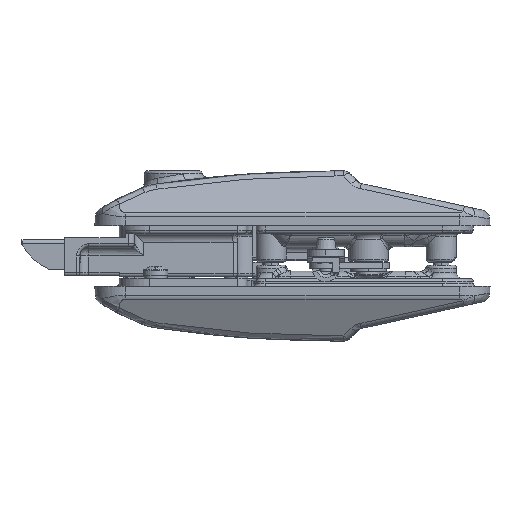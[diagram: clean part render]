
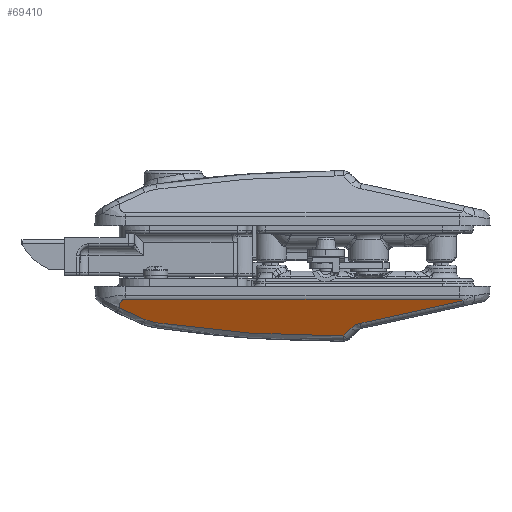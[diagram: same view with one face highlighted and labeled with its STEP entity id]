
A CAD part, front view. The second image highlights one B-rep face of the part: STEP entity #69410.
In plain terms, the highlighted face is planar.
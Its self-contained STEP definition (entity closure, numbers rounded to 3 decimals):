
#77 = CARTESIAN_POINT ( 'NONE',  ( 0.401, 55.802, 11.993 ) ) ;
#90 = EDGE_CURVE ( 'NONE', #83970, #73845, #85831, .T. ) ;
#625 = CARTESIAN_POINT ( 'NONE',  ( -11.804, 58.851, 5.743 ) ) ;
#1069 = ORIENTED_EDGE ( 'NONE', *, *, #30356, .T. ) ;
#1321 = CARTESIAN_POINT ( 'NONE',  ( -10.996, 59.452, 4.509 ) ) ;
#4151 = CARTESIAN_POINT ( 'NONE',  ( 101.068, 59.342, 4.735 ) ) ;
#5204 = CARTESIAN_POINT ( 'NONE',  ( 100.75, 59.497, 4.417 ) ) ;
#6666 = CARTESIAN_POINT ( 'NONE',  ( 20.717, 54.324, 15.023 ) ) ;
#7831 = EDGE_CURVE ( 'NONE', #73845, #29375, #47916, .T. ) ;
#9272 = CARTESIAN_POINT ( 'NONE',  ( -9.927, 59.621, 4.163 ) ) ;
#12134 = CARTESIAN_POINT ( 'NONE',  ( 64.761, 55.159, 13.312 ) ) ;
#13766 = CARTESIAN_POINT ( 'NONE',  ( -6.372, 56.898, 9.746 ) ) ;
#14119 = B_SPLINE_CURVE_WITH_KNOTS ( 'NONE', 3,
 ( #56719, #16527, #17560, #32671, #1321, #25442, #80475, #71503, #71165, #33375, #40276, #24082, #625, #79107, #31983, #79457 ),
 .UNSPECIFIED., .F., .F.,
 ( 4, 2, 2, 1, 1, 1, 2, 2, 1, 4 ),
 ( 0., 0.174, 0.262, 0.349, 0.436, 0.48, 0.491, 0.502, 0.523, 0.698 ),
 .UNSPECIFIED. ) ;
#16527 = CARTESIAN_POINT ( 'NONE',  ( -10.218, 59.621, 4.164 ) ) ;
#16751 = B_SPLINE_CURVE_WITH_KNOTS ( 'NONE', 3,
 ( #23745, #95943, #62933, #9272 ),
 .UNSPECIFIED., .F., .F.,
 ( 4, 4 ),
 ( 0., 1. ),
 .UNSPECIFIED. ) ;
#16848 = CARTESIAN_POINT ( 'NONE',  ( -3.548, 56.332, 10.906 ) ) ;
#17560 = CARTESIAN_POINT ( 'NONE',  ( -10.491, 59.589, 4.23 ) ) ;
#19354 = DIRECTION ( 'NONE',  ( 0., -0.899, -0.438 ) ) ;
#23745 = CARTESIAN_POINT ( 'NONE',  ( 99.927, 59.621, 4.163 ) ) ;
#24082 = CARTESIAN_POINT ( 'NONE',  ( -11.785, 58.884, 5.675 ) ) ;
#25008 = CARTESIAN_POINT ( 'NONE',  ( 67.21, 55.703, 12.197 ) ) ;
#25442 = CARTESIAN_POINT ( 'NONE',  ( -11.233, 59.355, 4.709 ) ) ;
#27521 = CARTESIAN_POINT ( 'NONE',  ( 67.21, 55.703, 12.197 ) ) ;
#28197 = CARTESIAN_POINT ( 'NONE',  ( 64.259, 54.914, 13.814 ) ) ;
#29375 = VERTEX_POINT ( 'NONE', #85232 ) ;
#29569 = ORIENTED_EDGE ( 'NONE', *, *, #99995, .T. ) ;
#30356 = EDGE_CURVE ( 'NONE', #44144, #38416, #16751, .T. ) ;
#30487 = VECTOR ( 'NONE', #52712, 1000. ) ;
#31983 = CARTESIAN_POINT ( 'NONE',  ( -11.911, 58.431, 6.604 ) ) ;
#32633 = CARTESIAN_POINT ( 'NONE',  ( -0.956, 55.901, 11.791 ) ) ;
#32671 = CARTESIAN_POINT ( 'NONE',  ( -10.873, 59.492, 4.427 ) ) ;
#32930 = CARTESIAN_POINT ( 'NONE',  ( -11.841, 58.221, 7.034 ) ) ;
#33370 = CARTESIAN_POINT ( 'NONE',  ( 64.259, 54.914, 13.814 ) ) ;
#33375 = CARTESIAN_POINT ( 'NONE',  ( -11.768, 58.913, 5.615 ) ) ;
#33474 = VECTOR ( 'NONE', #78310, 1000. ) ;
#33679 = CARTESIAN_POINT ( 'NONE',  ( 0.401, 55.802, 11.993 ) ) ;
#34602 = LINE ( 'NONE', #12134, #30487 ) ;
#35350 = VERTEX_POINT ( 'NONE', #85560 ) ;
#35501 = EDGE_CURVE ( 'NONE', #65248, #35350, #42093, .T. ) ;
#36116 = CARTESIAN_POINT ( 'NONE',  ( 66.085, 55.582, 12.445 ) ) ;
#36520 = CARTESIAN_POINT ( 'NONE',  ( 100.922, 59.429, 4.557 ) ) ;
#38416 = VERTEX_POINT ( 'NONE', #59104 ) ;
#38913 = ORIENTED_EDGE ( 'NONE', *, *, #60301, .T. ) ;
#40276 = CARTESIAN_POINT ( 'NONE',  ( -11.78, 58.893, 5.656 ) ) ;
#41907 = VERTEX_POINT ( 'NONE', #54213 ) ;
#42093 = LINE ( 'NONE', #47098, #33474 ) ;
#42474 = PLANE ( 'NONE',  #91913 ) ;
#43792 = CARTESIAN_POINT ( 'NONE',  ( 117.5, 59.621, 4.163 ) ) ;
#44144 = VERTEX_POINT ( 'NONE', #67417 ) ;
#45445 = CARTESIAN_POINT ( 'NONE',  ( -3.548, 56.332, 10.906 ) ) ;
#47098 = CARTESIAN_POINT ( 'NONE',  ( 101.018, 59.336, 4.746 ) ) ;
#47916 =( BOUNDED_CURVE ( )  B_SPLINE_CURVE ( 3, ( #16848, #95582, #32633, #33679 ),
 .UNSPECIFIED., .F., .F. ) 
 B_SPLINE_CURVE_WITH_KNOTS ( ( 4, 4 ),
 ( 2.752, 2.994 ),
 .UNSPECIFIED. ) 
 CURVE ( )  GEOMETRIC_REPRESENTATION_ITEM ( )  RATIONAL_B_SPLINE_CURVE ( ( 1., 0.995, 0.995, 1. ) ) 
 REPRESENTATION_ITEM ( '' )  );
#48928 = ORIENTED_EDGE ( 'NONE', *, *, #101198, .T. ) ;
#51617 = ORIENTED_EDGE ( 'NONE', *, *, #77526, .T. ) ;
#52712 = DIRECTION ( 'NONE',  ( 0.668, 0.326, -0.668 ) ) ;
#54213 = CARTESIAN_POINT ( 'NONE',  ( 61.747, 53.689, 16.326 ) ) ;
#54787 = VERTEX_POINT ( 'NONE', #33370 ) ;
#55180 = EDGE_LOOP ( 'NONE', ( #55873, #92682, #38913, #48928, #29569, #101825, #71209, #1069, #51617 ) ) ;
#55613 = EDGE_CURVE ( 'NONE', #35350, #44144, #81322, .T. ) ;
#55873 = ORIENTED_EDGE ( 'NONE', *, *, #90, .T. ) ;
#56719 = CARTESIAN_POINT ( 'NONE',  ( -9.927, 59.621, 4.163 ) ) ;
#59104 = CARTESIAN_POINT ( 'NONE',  ( -9.927, 59.621, 4.163 ) ) ;
#59219 = CARTESIAN_POINT ( 'NONE',  ( 100.142, 59.621, 4.164 ) ) ;
#60301 = EDGE_CURVE ( 'NONE', #29375, #41907, #97592, .T. ) ;
#61018 = FACE_OUTER_BOUND ( 'NONE', #55180, .T. ) ;
#61886 = CARTESIAN_POINT ( 'NONE',  ( -9.138, 57.528, 8.455 ) ) ;
#62064 = CARTESIAN_POINT ( 'NONE',  ( 61.747, 53.689, 16.326 ) ) ;
#62724 = CARTESIAN_POINT ( 'NONE',  ( 41.207, 53.618, 16.47 ) ) ;
#62933 = CARTESIAN_POINT ( 'NONE',  ( 26.691, 59.621, 4.163 ) ) ;
#65248 = VERTEX_POINT ( 'NONE', #25008 ) ;
#66128 = DIRECTION ( 'NONE',  ( 0., -0.438, 0.899 ) ) ;
#67110 = CARTESIAN_POINT ( 'NONE',  ( 99.927, 59.621, 4.163 ) ) ;
#67417 = CARTESIAN_POINT ( 'NONE',  ( 99.927, 59.621, 4.163 ) ) ;
#69410 = ADVANCED_FACE ( 'NONE', ( #61018 ), #42474, .F. ) ;
#71165 = CARTESIAN_POINT ( 'NONE',  ( -11.736, 58.961, 5.516 ) ) ;
#71209 = ORIENTED_EDGE ( 'NONE', *, *, #55613, .T. ) ;
#71503 = CARTESIAN_POINT ( 'NONE',  ( -11.641, 59.082, 5.269 ) ) ;
#73845 = VERTEX_POINT ( 'NONE', #88357 ) ;
#75389 = CARTESIAN_POINT ( 'NONE',  ( 100.349, 59.596, 4.214 ) ) ;
#77526 = EDGE_CURVE ( 'NONE', #38416, #83970, #14119, .T. ) ;
#78310 = DIRECTION ( 'NONE',  ( 0.971, 0.104, -0.214 ) ) ;
#79107 = CARTESIAN_POINT ( 'NONE',  ( -11.906, 58.65, 6.154 ) ) ;
#79444 =( BOUNDED_CURVE ( )  B_SPLINE_CURVE ( 3, ( #28197, #98329, #36116, #27521 ),
 .UNSPECIFIED., .F., .F. ) 
 B_SPLINE_CURVE_WITH_KNOTS ( ( 4, 4 ),
 ( 2.356, 2.925 ),
 .UNSPECIFIED. ) 
 CURVE ( )  GEOMETRIC_REPRESENTATION_ITEM ( )  RATIONAL_B_SPLINE_CURVE ( ( 1., 0.973, 0.973, 1. ) ) 
 REPRESENTATION_ITEM ( '' )  );
#79457 = CARTESIAN_POINT ( 'NONE',  ( -11.841, 58.221, 7.034 ) ) ;
#80475 = CARTESIAN_POINT ( 'NONE',  ( -11.444, 59.246, 4.932 ) ) ;
#81322 = B_SPLINE_CURVE_WITH_KNOTS ( 'NONE', 3,
 ( #4151, #36520, #5204, #75389, #59219, #67110 ),
 .UNSPECIFIED., .F., .F.,
 ( 4, 2, 4 ),
 ( 0.52, 0.76, 1. ),
 .UNSPECIFIED. ) ;
#83970 = VERTEX_POINT ( 'NONE', #32930 ) ;
#85232 = CARTESIAN_POINT ( 'NONE',  ( 0.401, 55.802, 11.993 ) ) ;
#85283 = CARTESIAN_POINT ( 'NONE',  ( -11.841, 58.221, 7.034 ) ) ;
#85560 = CARTESIAN_POINT ( 'NONE',  ( 101.068, 59.342, 4.735 ) ) ;
#85831 =( BOUNDED_CURVE ( )  B_SPLINE_CURVE ( 3, ( #85283, #61886, #13766, #45445 ),
 .UNSPECIFIED., .F., .F. ) 
 B_SPLINE_CURVE_WITH_KNOTS ( ( 4, 4 ),
 ( 2.658, 2.752 ),
 .UNSPECIFIED. ) 
 CURVE ( )  GEOMETRIC_REPRESENTATION_ITEM ( )  RATIONAL_B_SPLINE_CURVE ( ( 1., 0.999, 0.999, 1. ) ) 
 REPRESENTATION_ITEM ( '' )  );
#88357 = CARTESIAN_POINT ( 'NONE',  ( -3.548, 56.332, 10.906 ) ) ;
#91913 = AXIS2_PLACEMENT_3D ( 'NONE', #43792, #19354, #66128 ) ;
#92682 = ORIENTED_EDGE ( 'NONE', *, *, #7831, .T. ) ;
#95582 = CARTESIAN_POINT ( 'NONE',  ( -2.279, 56.078, 11.427 ) ) ;
#95943 = CARTESIAN_POINT ( 'NONE',  ( 63.309, 59.621, 4.163 ) ) ;
#97592 =( BOUNDED_CURVE ( )  B_SPLINE_CURVE ( 3, ( #77, #6666, #62724, #62064 ),
 .UNSPECIFIED., .F., .F. ) 
 B_SPLINE_CURVE_WITH_KNOTS ( ( 4, 4 ),
 ( 2.994, 3.149 ),
 .UNSPECIFIED. ) 
 CURVE ( )  GEOMETRIC_REPRESENTATION_ITEM ( )  RATIONAL_B_SPLINE_CURVE ( ( 1., 0.998, 0.998, 1. ) ) 
 REPRESENTATION_ITEM ( '' )  );
#98329 = CARTESIAN_POINT ( 'NONE',  ( 65.074, 55.312, 12.999 ) ) ;
#99995 = EDGE_CURVE ( 'NONE', #54787, #65248, #79444, .T. ) ;
#101198 = EDGE_CURVE ( 'NONE', #41907, #54787, #34602, .T. ) ;
#101825 = ORIENTED_EDGE ( 'NONE', *, *, #35501, .T. ) ;
